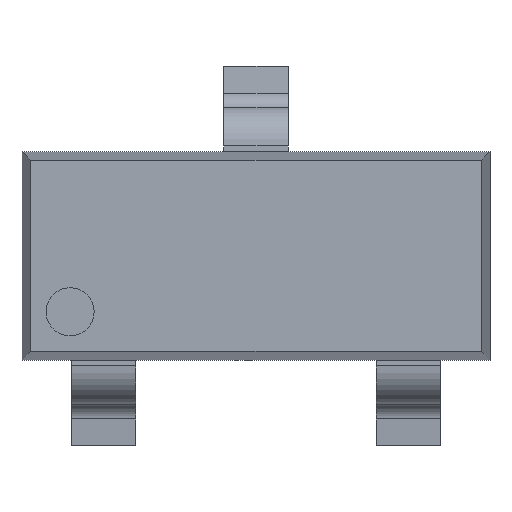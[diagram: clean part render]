
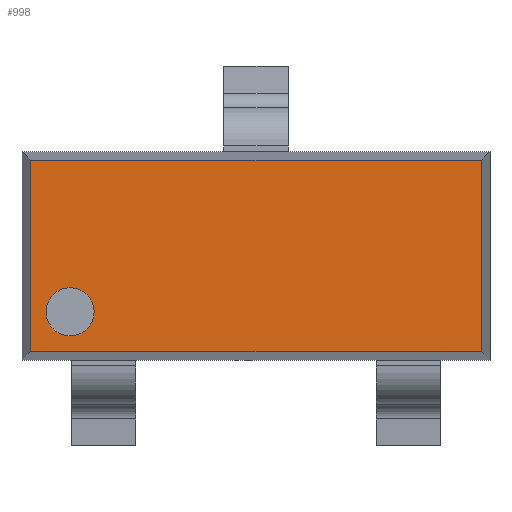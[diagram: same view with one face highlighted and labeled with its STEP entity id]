
A CAD part, top view. The second image highlights one B-rep face of the part: STEP entity #998.
In plain terms, the highlighted face is planar.
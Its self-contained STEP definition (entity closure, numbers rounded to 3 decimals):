
#17=FACE_BOUND('',#149,.T.);
#38=PLANE('',#1082);
#87=FACE_OUTER_BOUND('',#148,.T.);
#148=EDGE_LOOP('',(#730,#731,#732,#733));
#149=EDGE_LOOP('',(#734));
#213=LINE('',#1498,#327);
#216=LINE('',#1503,#330);
#218=LINE('',#1507,#332);
#219=LINE('',#1509,#333);
#327=VECTOR('',#1201,1000.);
#330=VECTOR('',#1206,1000.);
#332=VECTOR('',#1210,1000.);
#333=VECTOR('',#1213,1000.);
#429=CIRCLE('',#1073,0.15);
#457=VERTEX_POINT('',#1467);
#466=VERTEX_POINT('',#1495);
#467=VERTEX_POINT('',#1497);
#468=VERTEX_POINT('',#1501);
#469=VERTEX_POINT('',#1505);
#551=EDGE_CURVE('',#457,#457,#429,.T.);
#565=EDGE_CURVE('',#467,#466,#213,.T.);
#568=EDGE_CURVE('',#466,#468,#216,.T.);
#570=EDGE_CURVE('',#468,#469,#218,.T.);
#571=EDGE_CURVE('',#469,#467,#219,.T.);
#730=ORIENTED_EDGE('',*,*,#565,.T.);
#731=ORIENTED_EDGE('',*,*,#568,.T.);
#732=ORIENTED_EDGE('',*,*,#570,.T.);
#733=ORIENTED_EDGE('',*,*,#571,.T.);
#734=ORIENTED_EDGE('',*,*,#551,.F.);
#998=ADVANCED_FACE('',(#87,#17),#38,.T.);
#1073=AXIS2_PLACEMENT_3D('',#1469,#1176,#1177);
#1082=AXIS2_PLACEMENT_3D('',#1510,#1214,#1215);
#1176=DIRECTION('center_axis',(0.,1.,0.));
#1177=DIRECTION('ref_axis',(-1.,0.,0.));
#1201=DIRECTION('',(0.,0.,1.));
#1206=DIRECTION('',(1.,0.,0.));
#1210=DIRECTION('',(0.,0.,-1.));
#1213=DIRECTION('',(-1.,0.,0.));
#1214=DIRECTION('center_axis',(0.,1.,0.));
#1215=DIRECTION('ref_axis',(-1.,0.,0.));
#1467=CARTESIAN_POINT('',(-0.2,1.12,-1.16));
#1469=CARTESIAN_POINT('Origin',(-0.35,1.12,-1.16));
#1495=CARTESIAN_POINT('',(-0.597,1.12,1.407));
#1497=CARTESIAN_POINT('',(-0.597,1.12,-1.407));
#1498=CARTESIAN_POINT('',(-0.597,1.12,-1.46));
#1501=CARTESIAN_POINT('',(0.597,1.12,1.407));
#1503=CARTESIAN_POINT('',(-0.65,1.12,1.407));
#1505=CARTESIAN_POINT('',(0.597,1.12,-1.407));
#1507=CARTESIAN_POINT('',(0.597,1.12,1.46));
#1509=CARTESIAN_POINT('',(0.65,1.12,-1.407));
#1510=CARTESIAN_POINT('Origin',(0.,1.12,0.));
